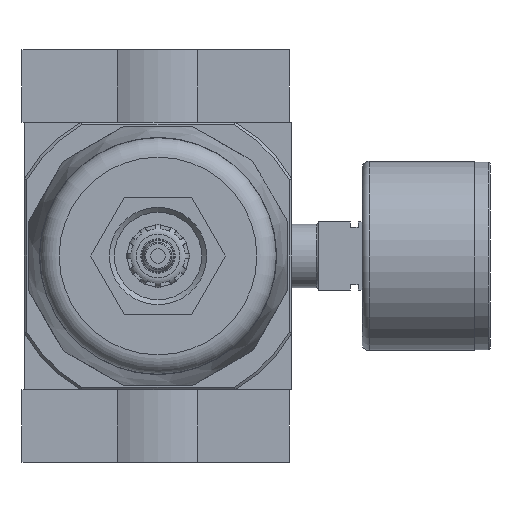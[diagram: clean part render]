
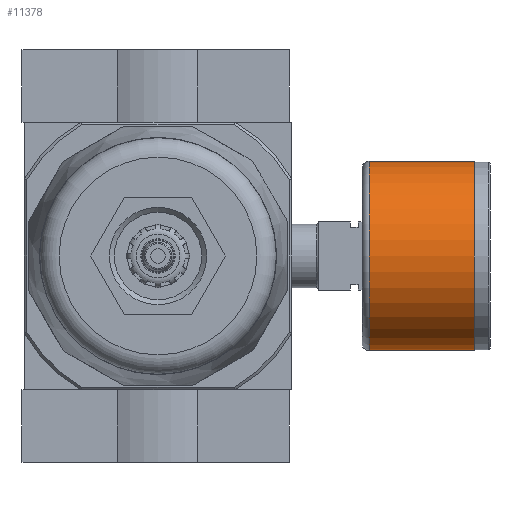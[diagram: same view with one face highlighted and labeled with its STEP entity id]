
A CAD part, front view. The second image highlights one B-rep face of the part: STEP entity #11378.
In plain terms, the highlighted cylindrical face has radius 19.5 mm (diameter 39 mm), a full revolution.
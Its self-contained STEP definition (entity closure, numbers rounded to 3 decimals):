
#1935=CIRCLE('',#12258,19.5);
#1936=CIRCLE('',#12260,19.5);
#3772=ORIENTED_EDGE('',*,*,#5583,.F.);
#3773=ORIENTED_EDGE('',*,*,#5584,.T.);
#5583=EDGE_CURVE('',#6632,#6632,#1935,.T.);
#5584=EDGE_CURVE('',#6633,#6633,#1936,.T.);
#6632=VERTEX_POINT('',#18034);
#6633=VERTEX_POINT('',#18037);
#7639=EDGE_LOOP('',(#3772));
#7640=EDGE_LOOP('',(#3773));
#8376=FACE_BOUND('',#7639,.T.);
#8377=FACE_BOUND('',#7640,.T.);
#8780=CYLINDRICAL_SURFACE('',#12259,19.5);
#11378=ADVANCED_FACE('',(#8376,#8377),#8780,.T.);
#12258=AXIS2_PLACEMENT_3D('',#18033,#14250,#14251);
#12259=AXIS2_PLACEMENT_3D('',#18035,#14252,#14253);
#12260=AXIS2_PLACEMENT_3D('',#18036,#14254,#14255);
#14250=DIRECTION('',(1.,0.,0.));
#14251=DIRECTION('',(0.,0.,-1.));
#14252=DIRECTION('',(1.,0.,0.));
#14253=DIRECTION('',(0.,0.,-1.));
#14254=DIRECTION('',(1.,0.,0.));
#14255=DIRECTION('',(0.,0.,-1.));
#18033=CARTESIAN_POINT('',(-3.2,0.,0.));
#18034=CARTESIAN_POINT('',(-3.2,0.,-19.5));
#18035=CARTESIAN_POINT('',(0.,0.,0.));
#18036=CARTESIAN_POINT('',(-24.85,0.,0.));
#18037=CARTESIAN_POINT('',(-24.85,0.,-19.5));
